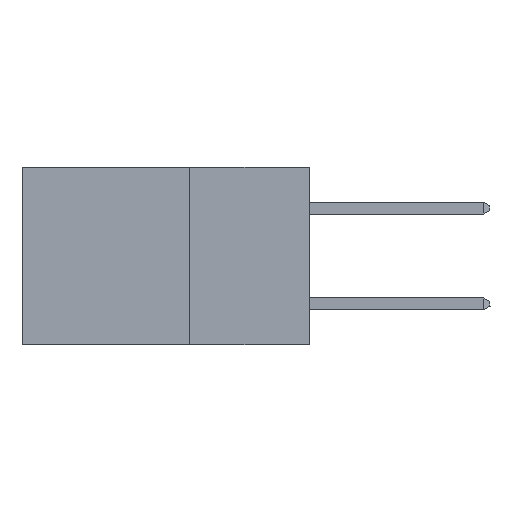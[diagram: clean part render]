
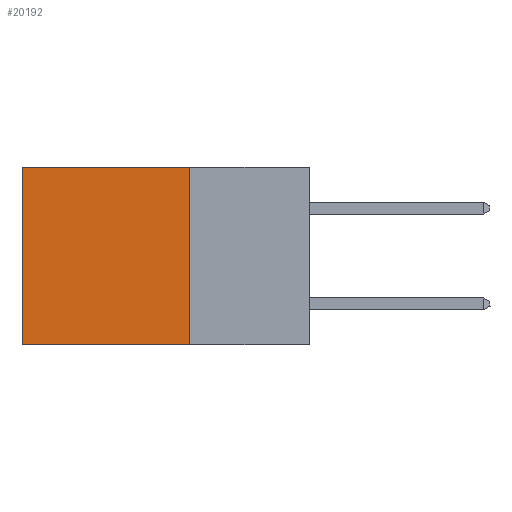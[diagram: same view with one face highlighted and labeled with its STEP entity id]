
A CAD part, left-side view. The second image highlights one B-rep face of the part: STEP entity #20192.
In plain terms, the highlighted planar face has unit normal (-1, 0, 0).
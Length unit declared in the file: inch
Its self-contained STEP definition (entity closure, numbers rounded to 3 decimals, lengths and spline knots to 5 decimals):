
#629 = CARTESIAN_POINT ( 'NONE',  ( 0.2875, 0.6, 0. ) ) ;
#785 = CARTESIAN_POINT ( 'NONE',  ( 0.2875, 0.6, 0. ) ) ;
#877 = VERTEX_POINT ( 'NONE', #14484 ) ;
#1688 = DIRECTION ( 'NONE',  ( 1., 0., 0. ) ) ;
#2625 = CARTESIAN_POINT ( 'NONE',  ( 0.2875, 0.25, 0. ) ) ;
#3115 = VECTOR ( 'NONE', #6150, 39.37008 ) ;
#3137 = CARTESIAN_POINT ( 'NONE',  ( 0.2875, 0.25, 0. ) ) ;
#3152 = AXIS2_PLACEMENT_3D ( 'NONE', #3137, #1688, #13437 ) ;
#4173 = LINE ( 'NONE', #785, #3115 ) ;
#4361 = CARTESIAN_POINT ( 'NONE',  ( 0.2875, 0.25, -0.37 ) ) ;
#5034 = ORIENTED_EDGE ( 'NONE', *, *, #5752, .F. ) ;
#5611 = PLANE ( 'NONE',  #3152 ) ;
#5752 = EDGE_CURVE ( 'NONE', #16069, #877, #14786, .T. ) ;
#6075 = DIRECTION ( 'NONE',  ( 0., 1., 0. ) ) ;
#6150 = DIRECTION ( 'NONE',  ( 0., 0., -1. ) ) ;
#9056 = LINE ( 'NONE', #4361, #21222 ) ;
#9692 = FACE_OUTER_BOUND ( 'NONE', #9700, .T. ) ;
#9700 = EDGE_LOOP ( 'NONE', ( #18743, #16505, #5034, #12089 ) ) ;
#12089 = ORIENTED_EDGE ( 'NONE', *, *, #12886, .T. ) ;
#12609 = DIRECTION ( 'NONE',  ( 0., 1., 0. ) ) ;
#12796 = DIRECTION ( 'NONE',  ( 0., 0., -1. ) ) ;
#12886 = EDGE_CURVE ( 'NONE', #16069, #14740, #16530, .T. ) ;
#13010 = EDGE_CURVE ( 'NONE', #14740, #14514, #4173, .T. ) ;
#13437 = DIRECTION ( 'NONE',  ( 0., 0., -1. ) ) ;
#14484 = CARTESIAN_POINT ( 'NONE',  ( 0.2875, 0.25, -0.37 ) ) ;
#14514 = VERTEX_POINT ( 'NONE', #16457 ) ;
#14740 = VERTEX_POINT ( 'NONE', #629 ) ;
#14786 = LINE ( 'NONE', #18011, #20364 ) ;
#14928 = EDGE_CURVE ( 'NONE', #877, #14514, #9056, .T. ) ;
#15514 = CARTESIAN_POINT ( 'NONE',  ( 0.2875, 0.25, 0. ) ) ;
#16069 = VERTEX_POINT ( 'NONE', #2625 ) ;
#16457 = CARTESIAN_POINT ( 'NONE',  ( 0.2875, 0.6, -0.37 ) ) ;
#16505 = ORIENTED_EDGE ( 'NONE', *, *, #14928, .F. ) ;
#16530 = LINE ( 'NONE', #15514, #18935 ) ;
#18011 = CARTESIAN_POINT ( 'NONE',  ( 0.2875, 0.25, 0. ) ) ;
#18743 = ORIENTED_EDGE ( 'NONE', *, *, #13010, .T. ) ;
#18935 = VECTOR ( 'NONE', #12609, 39.37008 ) ;
#20192 = ADVANCED_FACE ( 'NONE', ( #9692 ), #5611, .F. ) ;
#20364 = VECTOR ( 'NONE', #12796, 39.37008 ) ;
#21222 = VECTOR ( 'NONE', #6075, 39.37008 ) ;
